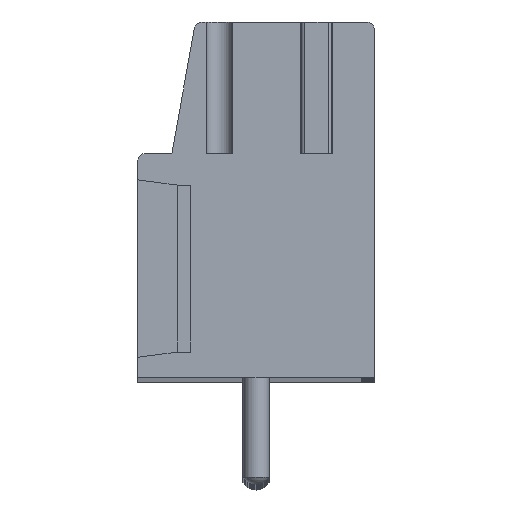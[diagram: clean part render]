
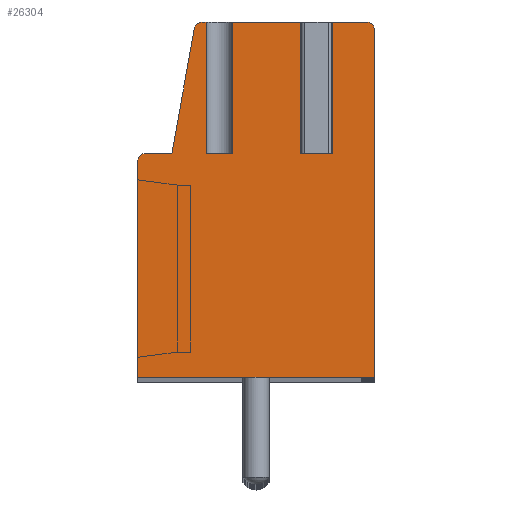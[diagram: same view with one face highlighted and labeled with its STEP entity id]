
A CAD part, top view. The second image highlights one B-rep face of the part: STEP entity #26304.
In plain terms, the highlighted planar face has unit normal (0, 0, 1).
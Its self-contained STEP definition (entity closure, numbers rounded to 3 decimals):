
#52=DIRECTION('',(1.,0.,0.));
#53=VECTOR('',#52,1.);
#54=CARTESIAN_POINT('',(-1.9,3.36,112.5));
#55=LINE('',#54,#53);
#56=DIRECTION('',(0.,1.,0.));
#57=VECTOR('',#56,5.);
#58=CARTESIAN_POINT('',(-0.9,3.36,112.5));
#59=LINE('',#58,#57);
#60=DIRECTION('',(-1.,0.,0.));
#61=VECTOR('',#60,2.8);
#62=CARTESIAN_POINT('',(1.9,8.36,112.5));
#63=LINE('',#62,#61);
#64=DIRECTION('',(0.,1.,0.));
#65=VECTOR('',#64,5.);
#66=CARTESIAN_POINT('',(1.9,3.36,112.5));
#67=LINE('',#66,#65);
#68=DIRECTION('',(1.,0.,0.));
#69=VECTOR('',#68,0.8);
#70=CARTESIAN_POINT('',(1.9,3.36,112.5));
#71=LINE('',#70,#69);
#72=DIRECTION('',(0.,1.,0.));
#73=VECTOR('',#72,5.);
#74=CARTESIAN_POINT('',(2.7,3.36,112.5));
#75=LINE('',#74,#73);
#76=DIRECTION('',(-1.,0.,0.));
#77=VECTOR('',#76,1.5);
#78=CARTESIAN_POINT('',(4.2,8.36,112.5));
#79=LINE('',#78,#77);
#80=CARTESIAN_POINT('',(4.2,8.06,112.5));
#81=DIRECTION('',(0.,0.,1.));
#82=DIRECTION('',(1.,0.,0.));
#83=AXIS2_PLACEMENT_3D('',#80,#81,#82);
#85=DIRECTION('',(0.,1.,0.));
#86=VECTOR('',#85,13.2);
#87=CARTESIAN_POINT('',(4.5,-5.14,112.5));
#88=LINE('',#87,#86);
#89=DIRECTION('',(1.,0.,0.));
#90=VECTOR('',#89,9.);
#91=CARTESIAN_POINT('',(-4.5,-5.14,112.5));
#92=LINE('',#91,#90);
#93=DIRECTION('',(0.,-1.,0.));
#94=VECTOR('',#93,8.2);
#95=CARTESIAN_POINT('',(-4.5,3.06,112.5));
#96=LINE('',#95,#94);
#97=CARTESIAN_POINT('',(-4.2,3.06,112.5));
#98=DIRECTION('',(0.,0.,1.));
#99=DIRECTION('',(0.,1.,0.));
#100=AXIS2_PLACEMENT_3D('',#97,#98,#99);
#102=DIRECTION('',(-1.,0.,0.));
#103=VECTOR('',#102,1.);
#104=CARTESIAN_POINT('',(-3.2,3.36,112.5));
#105=LINE('',#104,#103);
#106=DIRECTION('',(-0.177,-0.984,0.));
#107=VECTOR('',#106,4.829);
#108=CARTESIAN_POINT('',(-2.345,8.113,112.5));
#109=LINE('',#108,#107);
#110=CARTESIAN_POINT('',(-2.05,8.06,112.5));
#111=DIRECTION('',(0.,0.,1.));
#112=DIRECTION('',(0.,1.,0.));
#113=AXIS2_PLACEMENT_3D('',#110,#111,#112);
#115=DIRECTION('',(-1.,0.,0.));
#116=VECTOR('',#115,0.15);
#117=CARTESIAN_POINT('',(-1.9,8.36,112.5));
#118=LINE('',#117,#116);
#119=DIRECTION('',(0.,1.,0.));
#120=VECTOR('',#119,5.);
#121=CARTESIAN_POINT('',(-1.9,3.36,112.5));
#122=LINE('',#121,#120);
#20408=CARTESIAN_POINT('',(4.5,-5.14,112.5));
#20409=CARTESIAN_POINT('',(4.5,8.06,112.5));
#20410=VERTEX_POINT('',#20408);
#20411=VERTEX_POINT('',#20409);
#20412=CARTESIAN_POINT('',(4.2,8.36,112.5));
#20413=VERTEX_POINT('',#20412);
#20414=CARTESIAN_POINT('',(-2.05,8.36,112.5));
#20415=CARTESIAN_POINT('',(-2.345,8.113,112.5));
#20416=VERTEX_POINT('',#20414);
#20417=VERTEX_POINT('',#20415);
#20418=CARTESIAN_POINT('',(-3.2,3.36,112.5));
#20419=VERTEX_POINT('',#20418);
#20420=CARTESIAN_POINT('',(-4.2,3.36,112.5));
#20421=VERTEX_POINT('',#20420);
#20422=CARTESIAN_POINT('',(-4.5,3.06,112.5));
#20423=VERTEX_POINT('',#20422);
#20424=CARTESIAN_POINT('',(-4.5,-5.14,112.5));
#20425=VERTEX_POINT('',#20424);
#20723=CARTESIAN_POINT('',(1.9,3.36,112.5));
#20724=CARTESIAN_POINT('',(2.7,3.36,112.5));
#20725=VERTEX_POINT('',#20723);
#20726=VERTEX_POINT('',#20724);
#20727=CARTESIAN_POINT('',(2.7,8.36,112.5));
#20728=VERTEX_POINT('',#20727);
#20729=CARTESIAN_POINT('',(1.9,8.36,112.5));
#20730=VERTEX_POINT('',#20729);
#20751=CARTESIAN_POINT('',(-1.9,3.36,112.5));
#20752=CARTESIAN_POINT('',(-0.9,3.36,112.5));
#20753=VERTEX_POINT('',#20751);
#20754=VERTEX_POINT('',#20752);
#20755=CARTESIAN_POINT('',(-0.9,8.36,112.5));
#20756=VERTEX_POINT('',#20755);
#20757=CARTESIAN_POINT('',(-1.9,8.36,112.5));
#20758=VERTEX_POINT('',#20757);
#26263=CARTESIAN_POINT('',(0.,0.,112.5));
#26264=DIRECTION('',(0.,0.,1.));
#26265=DIRECTION('',(1.,0.,0.));
#26266=AXIS2_PLACEMENT_3D('',#26263,#26264,#26265);
#26267=PLANE('',#26266);
#26269=ORIENTED_EDGE('',*,*,#26268,.T.);
#26271=ORIENTED_EDGE('',*,*,#26270,.T.);
#26273=ORIENTED_EDGE('',*,*,#26272,.F.);
#26275=ORIENTED_EDGE('',*,*,#26274,.F.);
#26277=ORIENTED_EDGE('',*,*,#26276,.T.);
#26279=ORIENTED_EDGE('',*,*,#26278,.T.);
#26281=ORIENTED_EDGE('',*,*,#26280,.F.);
#26283=ORIENTED_EDGE('',*,*,#26282,.F.);
#26285=ORIENTED_EDGE('',*,*,#26284,.F.);
#26287=ORIENTED_EDGE('',*,*,#26286,.F.);
#26289=ORIENTED_EDGE('',*,*,#26288,.F.);
#26291=ORIENTED_EDGE('',*,*,#26290,.F.);
#26293=ORIENTED_EDGE('',*,*,#26292,.F.);
#26295=ORIENTED_EDGE('',*,*,#26294,.F.);
#26297=ORIENTED_EDGE('',*,*,#26296,.F.);
#26299=ORIENTED_EDGE('',*,*,#26298,.F.);
#26301=ORIENTED_EDGE('',*,*,#26300,.F.);
#26302=EDGE_LOOP('',(#26269,#26271,#26273,#26275,#26277,#26279,#26281,#26283,
#26285,#26287,#26289,#26291,#26293,#26295,#26297,#26299,#26301));
#26303=FACE_OUTER_BOUND('',#26302,.F.);
#84=CIRCLE('',#83,0.3);
#101=CIRCLE('',#100,0.3);
#114=CIRCLE('',#113,0.3);
#26268=EDGE_CURVE('',#20753,#20754,#55,.T.);
#26270=EDGE_CURVE('',#20754,#20756,#59,.T.);
#26272=EDGE_CURVE('',#20730,#20756,#63,.T.);
#26274=EDGE_CURVE('',#20725,#20730,#67,.T.);
#26276=EDGE_CURVE('',#20725,#20726,#71,.T.);
#26278=EDGE_CURVE('',#20726,#20728,#75,.T.);
#26280=EDGE_CURVE('',#20413,#20728,#79,.T.);
#26282=EDGE_CURVE('',#20411,#20413,#84,.T.);
#26284=EDGE_CURVE('',#20410,#20411,#88,.T.);
#26286=EDGE_CURVE('',#20425,#20410,#92,.T.);
#26288=EDGE_CURVE('',#20423,#20425,#96,.T.);
#26290=EDGE_CURVE('',#20421,#20423,#101,.T.);
#26292=EDGE_CURVE('',#20419,#20421,#105,.T.);
#26294=EDGE_CURVE('',#20417,#20419,#109,.T.);
#26296=EDGE_CURVE('',#20416,#20417,#114,.T.);
#26298=EDGE_CURVE('',#20758,#20416,#118,.T.);
#26300=EDGE_CURVE('',#20753,#20758,#122,.T.);
#26304=ADVANCED_FACE('',(#26303),#26267,.T.);
